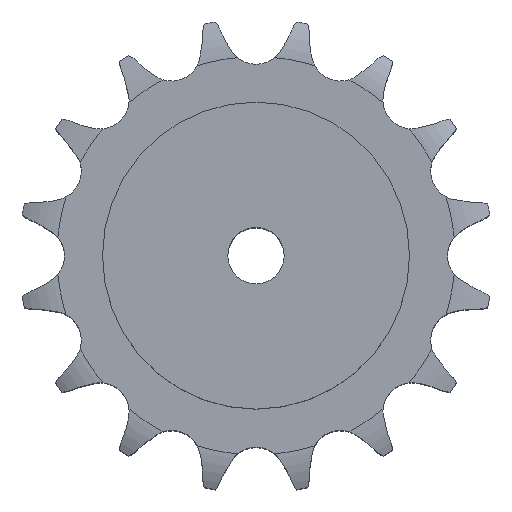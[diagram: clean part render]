
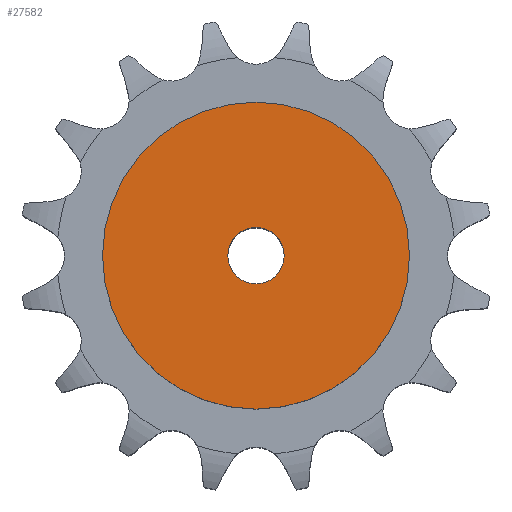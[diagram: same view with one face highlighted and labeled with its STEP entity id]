
A CAD part, top view. The second image highlights one B-rep face of the part: STEP entity #27582.
In plain terms, the highlighted planar face has unit normal (0, 0, 1).
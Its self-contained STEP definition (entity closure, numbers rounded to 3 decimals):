
#14925 = CYLINDRICAL_SURFACE('',#14926,12.5);
#14926 = AXIS2_PLACEMENT_3D('',#14927,#14928,#14929);
#14927 = CARTESIAN_POINT('',(0.,0.,362.497));
#14928 = DIRECTION('',(0.,0.,1.));
#14929 = DIRECTION('',(1.,0.,0.));
#18937 = EDGE_CURVE('',#18938,#18938,#18940,.T.);
#18938 = VERTEX_POINT('',#18939);
#18939 = CARTESIAN_POINT('',(12.5,0.,150.));
#18940 = SURFACE_CURVE('',#18941,(#18946,#18953),.PCURVE_S1.);
#18941 = CIRCLE('',#18942,12.5);
#18942 = AXIS2_PLACEMENT_3D('',#18943,#18944,#18945);
#18943 = CARTESIAN_POINT('',(0.,0.,150.));
#18944 = DIRECTION('',(0.,0.,1.));
#18945 = DIRECTION('',(1.,0.,0.));
#18946 = PCURVE('',#14925,#18947);
#18947 = DEFINITIONAL_REPRESENTATION('',(#18948),#18952);
#18948 = LINE('',#18949,#18950);
#18949 = CARTESIAN_POINT('',(0.,-212.497));
#18950 = VECTOR('',#18951,1.);
#18951 = DIRECTION('',(1.,0.));
#18952 = ( GEOMETRIC_REPRESENTATION_CONTEXT(2) 
PARAMETRIC_REPRESENTATION_CONTEXT() REPRESENTATION_CONTEXT('2D SPACE',''
  ) );
#18953 = PCURVE('',#18954,#18959);
#18954 = PLANE('',#18955);
#18955 = AXIS2_PLACEMENT_3D('',#18956,#18957,#18958);
#18956 = CARTESIAN_POINT('',(0.,0.,150.
    ));
#18957 = DIRECTION('',(0.,0.,1.));
#18958 = DIRECTION('',(1.,0.,0.));
#18959 = DEFINITIONAL_REPRESENTATION('',(#18960),#18964);
#18960 = CIRCLE('',#18961,12.5);
#18961 = AXIS2_PLACEMENT_2D('',#18962,#18963);
#18962 = CARTESIAN_POINT('',(0.,0.));
#18963 = DIRECTION('',(1.,0.));
#18964 = ( GEOMETRIC_REPRESENTATION_CONTEXT(2) 
PARAMETRIC_REPRESENTATION_CONTEXT() REPRESENTATION_CONTEXT('2D SPACE',''
  ) );
#27582 = ADVANCED_FACE('',(#27583,#27614),#18954,.T.);
#27583 = FACE_BOUND('',#27584,.T.);
#27584 = EDGE_LOOP('',(#27585));
#27585 = ORIENTED_EDGE('',*,*,#27586,.T.);
#27586 = EDGE_CURVE('',#27587,#27587,#27589,.T.);
#27587 = VERTEX_POINT('',#27588);
#27588 = CARTESIAN_POINT('',(68.,0.,150.));
#27589 = SURFACE_CURVE('',#27590,(#27595,#27602),.PCURVE_S1.);
#27590 = CIRCLE('',#27591,68.);
#27591 = AXIS2_PLACEMENT_3D('',#27592,#27593,#27594);
#27592 = CARTESIAN_POINT('',(0.,0.,150.));
#27593 = DIRECTION('',(0.,0.,1.));
#27594 = DIRECTION('',(1.,0.,0.));
#27595 = PCURVE('',#18954,#27596);
#27596 = DEFINITIONAL_REPRESENTATION('',(#27597),#27601);
#27597 = CIRCLE('',#27598,68.);
#27598 = AXIS2_PLACEMENT_2D('',#27599,#27600);
#27599 = CARTESIAN_POINT('',(0.,0.));
#27600 = DIRECTION('',(1.,0.));
#27601 = ( GEOMETRIC_REPRESENTATION_CONTEXT(2) 
PARAMETRIC_REPRESENTATION_CONTEXT() REPRESENTATION_CONTEXT('2D SPACE',''
  ) );
#27602 = PCURVE('',#27603,#27608);
#27603 = CYLINDRICAL_SURFACE('',#27604,68.);
#27604 = AXIS2_PLACEMENT_3D('',#27605,#27606,#27607);
#27605 = CARTESIAN_POINT('',(0.,0.,0.));
#27606 = DIRECTION('',(-0.,-0.,-1.));
#27607 = DIRECTION('',(1.,0.,0.));
#27608 = DEFINITIONAL_REPRESENTATION('',(#27609),#27613);
#27609 = LINE('',#27610,#27611);
#27610 = CARTESIAN_POINT('',(-0.,-150.));
#27611 = VECTOR('',#27612,1.);
#27612 = DIRECTION('',(-1.,0.));
#27613 = ( GEOMETRIC_REPRESENTATION_CONTEXT(2) 
PARAMETRIC_REPRESENTATION_CONTEXT() REPRESENTATION_CONTEXT('2D SPACE',''
  ) );
#27614 = FACE_BOUND('',#27615,.T.);
#27615 = EDGE_LOOP('',(#27616));
#27616 = ORIENTED_EDGE('',*,*,#18937,.F.);
